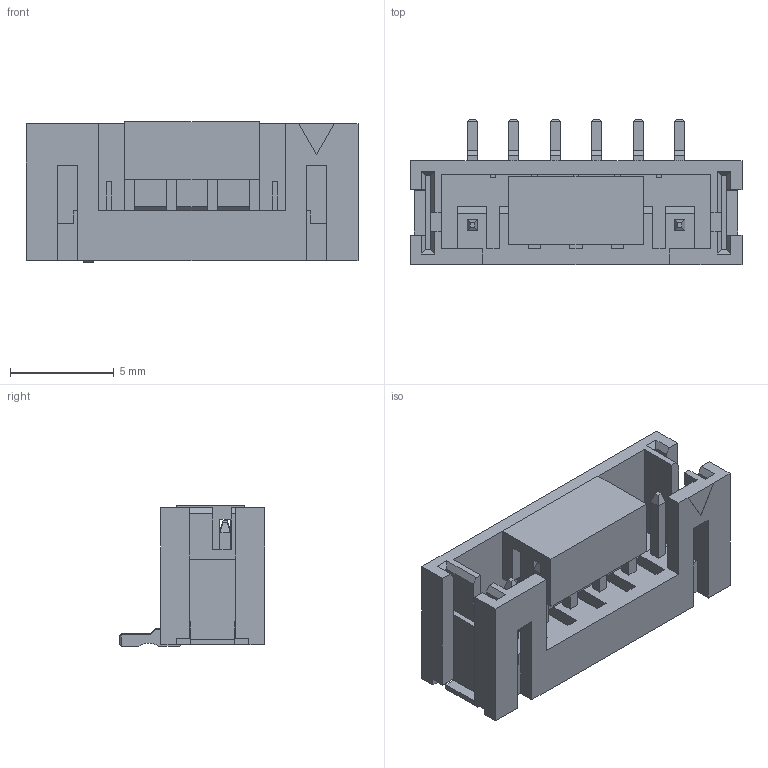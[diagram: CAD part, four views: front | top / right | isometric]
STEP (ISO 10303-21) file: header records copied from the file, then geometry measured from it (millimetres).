
FILE_DESCRIPTION(/* description */ ('Unknown'),/* implementation_level */ '2;1');
FILE_NAME(/* name */ '620306124022',/* time_stamp */ '2017-04-11T10:44:18+02:00',/* author */ ('Unknown'),/* organization */ ('Unknown'),/* preprocessor_version */ 'ST-DEVELOPER v16.7',/* originating_system */ 'DEX',/* authorisation */ $);
FILE_SCHEMA (('AUTOMOTIVE_DESIGN {1 0 10303 214 3 1 1}'));
Length unit declared in the file: millimetre
Products named in the file (5): 6203xx124022; 620306124022; 6203xx124022_PIN; 6203xx124022_Cap2; 6203xx124022_PATTE
Assembly tree (10 placements, depth 2):
  6203xx124022
    620306124022
    6203xx124022_PIN  x6
    6203xx124022_Cap2
    6203xx124022_PATTE  x2
Bounding box: 16 x 7.01 x 6.78 mm (x, y, z)
Volume: 287.6 mm3; surface area: 1029.9 mm2
Topology: 10 solids, 10 shells, 357 faces, 981 edges, 634 vertices
Faces by surface type: plane 347, cylinder 10
Entity records: 7443 total; most frequent: CARTESIAN_POINT 1319, ORIENTED_EDGE 1310, DIRECTION 1129, EDGE_CURVE 655, LINE 649, VECTOR 649, VERTEX_POINT 430, AXIS2_PLACEMENT_3D 240
